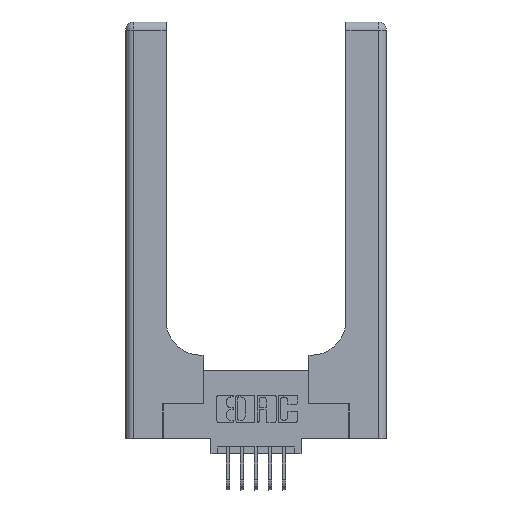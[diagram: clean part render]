
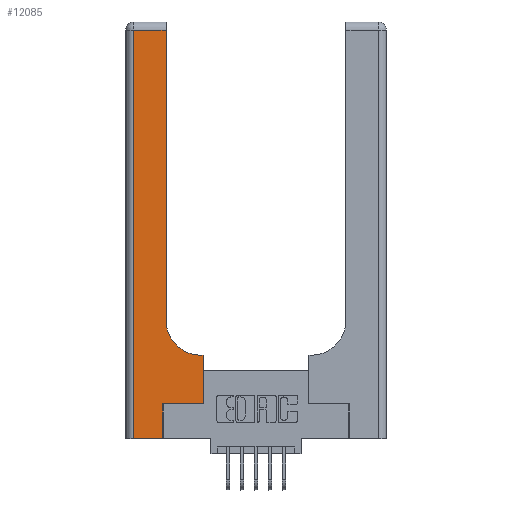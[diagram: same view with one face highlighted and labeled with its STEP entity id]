
A CAD part, top view. The second image highlights one B-rep face of the part: STEP entity #12085.
In plain terms, the highlighted planar face has unit normal (0, 0, 1).
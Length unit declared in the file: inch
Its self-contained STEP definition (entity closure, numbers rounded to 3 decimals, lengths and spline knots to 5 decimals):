
#17 = VERTEX_POINT ( 'NONE', #12267 ) ;
#193 = ORIENTED_EDGE ( 'NONE', *, *, #12009, .T. ) ;
#285 = LINE ( 'NONE', #5239, #15818 ) ;
#398 = VECTOR ( 'NONE', #10142, 39.37008 ) ;
#412 = LINE ( 'NONE', #11431, #3041 ) ;
#438 = EDGE_CURVE ( 'NONE', #14508, #15121, #10287, .T. ) ;
#651 = VERTEX_POINT ( 'NONE', #9580 ) ;
#1305 = EDGE_CURVE ( 'NONE', #15521, #12900, #6008, .T. ) ;
#1516 = CARTESIAN_POINT ( 'NONE',  ( 0.2915, 2.94, 0.37 ) ) ;
#1557 = EDGE_CURVE ( 'NONE', #2666, #17, #285, .T. ) ;
#1731 = CARTESIAN_POINT ( 'NONE',  ( 0., 3., 0.37 ) ) ;
#1742 = AXIS2_PLACEMENT_3D ( 'NONE', #1731, #5492, #13982 ) ;
#1915 = LINE ( 'NONE', #6814, #8831 ) ;
#2666 = VERTEX_POINT ( 'NONE', #15273 ) ;
#2716 = VECTOR ( 'NONE', #9567, 39.37008 ) ;
#2781 = CARTESIAN_POINT ( 'NONE',  ( 0., 2.94, 0.37 ) ) ;
#2897 = DIRECTION ( 'NONE',  ( 0., 1., 0. ) ) ;
#2939 = CARTESIAN_POINT ( 'NONE',  ( 0.06, 3., 0.37 ) ) ;
#2964 = LINE ( 'NONE', #11726, #9069 ) ;
#3041 = VECTOR ( 'NONE', #2897, 39.37008 ) ;
#3281 = CARTESIAN_POINT ( 'NONE',  ( 0.06, 2.94, 0.37 ) ) ;
#3369 = DIRECTION ( 'NONE',  ( 0., -1., 0. ) ) ;
#3733 = EDGE_CURVE ( 'NONE', #17, #8545, #7838, .T. ) ;
#4273 = ORIENTED_EDGE ( 'NONE', *, *, #1557, .T. ) ;
#4297 = EDGE_CURVE ( 'NONE', #11938, #14508, #13138, .T. ) ;
#4748 = ORIENTED_EDGE ( 'NONE', *, *, #6247, .T. ) ;
#4981 = ORIENTED_EDGE ( 'NONE', *, *, #4297, .T. ) ;
#5239 = CARTESIAN_POINT ( 'NONE',  ( 0.269, 0., 0.37 ) ) ;
#5492 = DIRECTION ( 'NONE',  ( 0., 0., -1. ) ) ;
#5554 = DIRECTION ( 'NONE',  ( 1., 0., 0. ) ) ;
#5674 = DIRECTION ( 'NONE',  ( 1., 0., 0. ) ) ;
#6002 = ORIENTED_EDGE ( 'NONE', *, *, #438, .T. ) ;
#6008 = LINE ( 'NONE', #9550, #2716 ) ;
#6247 = EDGE_CURVE ( 'NONE', #12900, #651, #10207, .T. ) ;
#6322 = EDGE_CURVE ( 'NONE', #15121, #2666, #2964, .T. ) ;
#6413 = ORIENTED_EDGE ( 'NONE', *, *, #8855, .T. ) ;
#6802 = DIRECTION ( 'NONE',  ( 0., 1., 0. ) ) ;
#6807 = CARTESIAN_POINT ( 'NONE',  ( 0.5415, 0.85, 0.37 ) ) ;
#6814 = CARTESIAN_POINT ( 'NONE',  ( 0.5585, 0.25, 0.37 ) ) ;
#7301 = ORIENTED_EDGE ( 'NONE', *, *, #6322, .T. ) ;
#7838 = LINE ( 'NONE', #14043, #13894 ) ;
#8020 = DIRECTION ( 'NONE',  ( 1., 0., 0. ) ) ;
#8220 = VECTOR ( 'NONE', #3369, 39.37008 ) ;
#8545 = VERTEX_POINT ( 'NONE', #10927 ) ;
#8831 = VECTOR ( 'NONE', #10439, 39.37008 ) ;
#8855 = EDGE_CURVE ( 'NONE', #8545, #15521, #1915, .T. ) ;
#9069 = VECTOR ( 'NONE', #5674, 39.37008 ) ;
#9429 = CARTESIAN_POINT ( 'NONE',  ( 0.06, 0., 0.37 ) ) ;
#9550 = CARTESIAN_POINT ( 'NONE',  ( 0.2915, 0.6, 0.37 ) ) ;
#9567 = DIRECTION ( 'NONE',  ( -1., 0., 0. ) ) ;
#9580 = CARTESIAN_POINT ( 'NONE',  ( 0.2915, 0.85, 0.37 ) ) ;
#9769 = ORIENTED_EDGE ( 'NONE', *, *, #1305, .T. ) ;
#10142 = DIRECTION ( 'NONE',  ( -1., 0., 0. ) ) ;
#10207 = CIRCLE ( 'NONE', #15181, 0.25 ) ;
#10287 = LINE ( 'NONE', #2939, #8220 ) ;
#10439 = DIRECTION ( 'NONE',  ( 0., 1., 0. ) ) ;
#10927 = CARTESIAN_POINT ( 'NONE',  ( 0.5585, 0.25, 0.37 ) ) ;
#11431 = CARTESIAN_POINT ( 'NONE',  ( 0.2915, 3., 0.37 ) ) ;
#11726 = CARTESIAN_POINT ( 'NONE',  ( 0., 0., 0.37 ) ) ;
#11938 = VERTEX_POINT ( 'NONE', #1516 ) ;
#12003 = FACE_OUTER_BOUND ( 'NONE', #12746, .T. ) ;
#12009 = EDGE_CURVE ( 'NONE', #651, #11938, #412, .T. ) ;
#12085 = ADVANCED_FACE ( 'NONE', ( #12003 ), #12773, .F. ) ;
#12267 = CARTESIAN_POINT ( 'NONE',  ( 0.269, 0.25, 0.37 ) ) ;
#12746 = EDGE_LOOP ( 'NONE', ( #193, #4981, #6002, #7301, #4273, #14941, #6413, #9769, #4748 ) ) ;
#12773 = PLANE ( 'NONE',  #1742 ) ;
#12900 = VERTEX_POINT ( 'NONE', #13016 ) ;
#13016 = CARTESIAN_POINT ( 'NONE',  ( 0.5415, 0.6, 0.37 ) ) ;
#13138 = LINE ( 'NONE', #2781, #398 ) ;
#13894 = VECTOR ( 'NONE', #5554, 39.37008 ) ;
#13982 = DIRECTION ( 'NONE',  ( -1., 0., 0. ) ) ;
#14043 = CARTESIAN_POINT ( 'NONE',  ( 0.269, 0.25, 0.37 ) ) ;
#14508 = VERTEX_POINT ( 'NONE', #3281 ) ;
#14941 = ORIENTED_EDGE ( 'NONE', *, *, #3733, .T. ) ;
#15121 = VERTEX_POINT ( 'NONE', #9429 ) ;
#15181 = AXIS2_PLACEMENT_3D ( 'NONE', #6807, #15243, #8020 ) ;
#15243 = DIRECTION ( 'NONE',  ( 0., 0., -1. ) ) ;
#15273 = CARTESIAN_POINT ( 'NONE',  ( 0.269, 0., 0.37 ) ) ;
#15388 = CARTESIAN_POINT ( 'NONE',  ( 0.5585, 0.6, 0.37 ) ) ;
#15521 = VERTEX_POINT ( 'NONE', #15388 ) ;
#15818 = VECTOR ( 'NONE', #6802, 39.37008 ) ;
